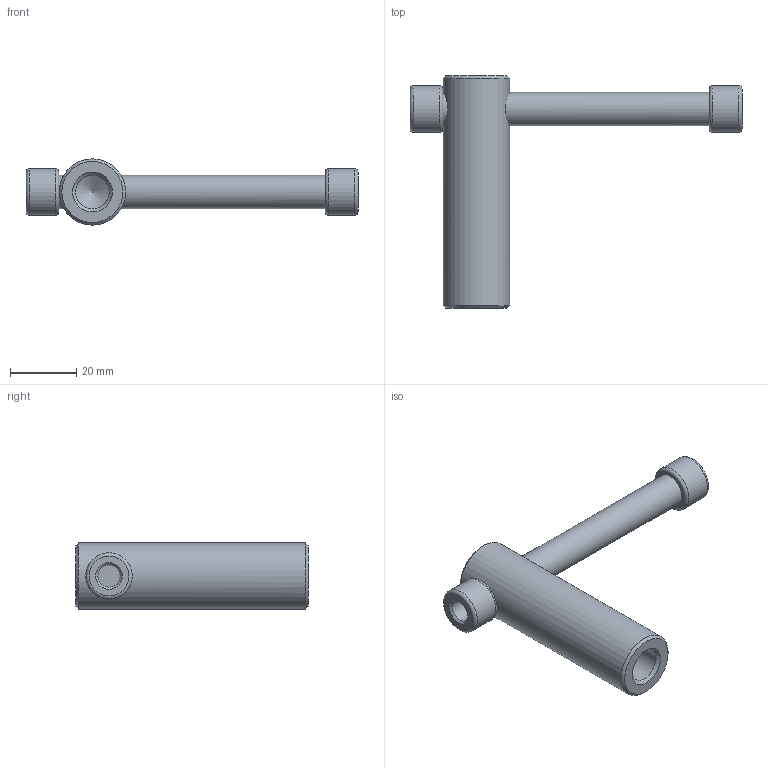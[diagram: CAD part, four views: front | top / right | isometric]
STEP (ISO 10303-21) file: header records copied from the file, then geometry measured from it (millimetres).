
FILE_DESCRIPTION( ( 'STEP AP214' ), '1' );
FILE_NAME( 'K0755.212__0_.stp', '2020-12-10T08:39:20', ( '' ), ( '' ), ' ', 'PARTsolutions', ' ' );
FILE_SCHEMA( ( 'AUTOMOTIVE_DESIGN { 1 0 10303 214 1 1 1 1 }' ) );
Length unit declared in the file: millimetre
Products named in the file (1): _K0755.212_(0)
Bounding box: 100 x 70 x 20 mm (x, y, z)
Volume: 26276.4 mm3; surface area: 9440.9 mm2
Topology: 1 solids, 1 shells, 26 faces, 44 edges, 26 vertices
Faces by surface type: cylinder 8, plane 8, cone 6, torus 4
Full cylindrical faces by diameter (mm): 6.667 x2, 10 x2, 10.106 x1, 14 x2, 20 x1
Entity records: 886 total; most frequent: CARTESIAN_POINT 228, DIRECTION 100, AXIS2_PLACEMENT_3D 50, EDGE_LOOP 50, ORIENTED_EDGE 50, FACE_OUTER_BOUND 38, STYLED_ITEM 26, PRESENTATION_STYLE_ASSIGNMENT 26
